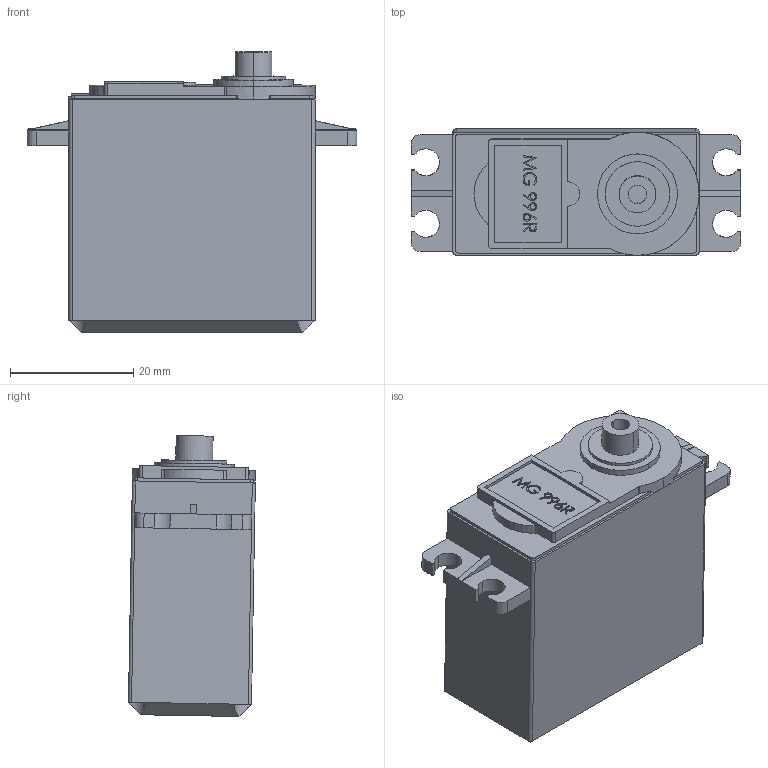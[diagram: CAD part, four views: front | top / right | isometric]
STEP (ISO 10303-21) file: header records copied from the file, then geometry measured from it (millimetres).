
FILE_DESCRIPTION (( 'STEP AP203' ), '1' );
FILE_NAME ('Servo_MG_996R_Default_sldprt.STEP', '2023-10-06T16:34:58', ( '' ), ( '' ), 'SwSTEP 2.0', 'SolidWorks 2021', '' );
FILE_SCHEMA (( 'CONFIG_CONTROL_DESIGN' ));
Length unit declared in the file: millimetre
Products named in the file (1): Servo_MG_996R_Default_sldprt
Bounding box: 53.6 x 20.66 x 45.69 mm (x, y, z)
Volume: 32165.9 mm3; surface area: 7044.6 mm2
Topology: 1 solids, 1 shells, 213 faces, 559 edges, 363 vertices
Faces by surface type: plane 122, cylinder 50, bspline 41
Entity records: 8955 total; most frequent: CARTESIAN_POINT 3841, ORIENTED_EDGE 1118, DIRECTION 918, EDGE_CURVE 559, VECTOR 366, LINE 366, VERTEX_POINT 363, AXIS2_PLACEMENT_3D 276
